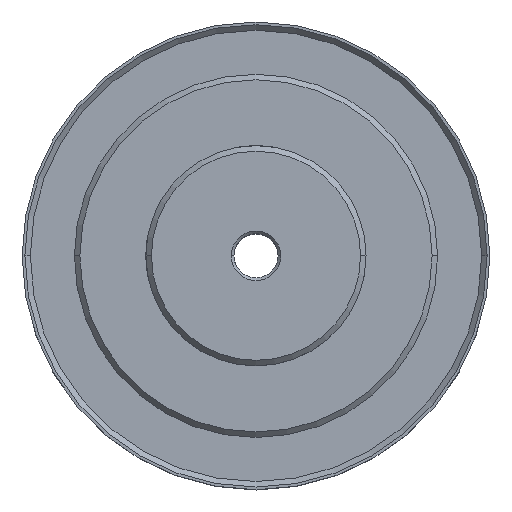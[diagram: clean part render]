
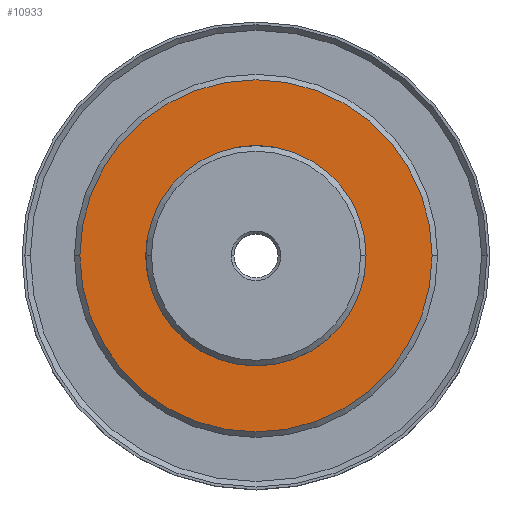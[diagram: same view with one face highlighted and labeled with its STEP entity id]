
A CAD part, top view. The second image highlights one B-rep face of the part: STEP entity #10933.
In plain terms, the highlighted planar face has unit normal (0, 0, 1).
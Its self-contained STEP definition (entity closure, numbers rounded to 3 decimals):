
#79 = DIRECTION ( 'NONE',  ( 1., 0., 0. ) ) ;
#196 = VERTEX_POINT ( 'NONE', #458 ) ;
#458 = CARTESIAN_POINT ( 'NONE',  ( 20., 0., 23. ) ) ;
#589 = DIRECTION ( 'NONE',  ( 1., 0., 0. ) ) ;
#1501 = VERTEX_POINT ( 'NONE', #11687 ) ;
#1631 = DIRECTION ( 'NONE',  ( -1., 0., 0. ) ) ;
#2936 = VERTEX_POINT ( 'NONE', #19009 ) ;
#3058 = ORIENTED_EDGE ( 'NONE', *, *, #17351, .F. ) ;
#3244 = EDGE_LOOP ( 'NONE', ( #10295, #18742 ) ) ;
#3546 = CARTESIAN_POINT ( 'NONE',  ( 0., 0., 23. ) ) ;
#4000 = EDGE_CURVE ( 'NONE', #1501, #15486, #15841, .T. ) ;
#4847 = FACE_OUTER_BOUND ( 'NONE', #5044, .T. ) ;
#5044 = EDGE_LOOP ( 'NONE', ( #8494, #3058 ) ) ;
#7042 = AXIS2_PLACEMENT_3D ( 'NONE', #17928, #13391, #1631 ) ;
#7201 = CARTESIAN_POINT ( 'NONE',  ( 0., 0., 23. ) ) ;
#7938 = EDGE_CURVE ( 'NONE', #196, #2936, #16918, .T. ) ;
#8245 = CARTESIAN_POINT ( 'NONE',  ( 0., 0., 23. ) ) ;
#8494 = ORIENTED_EDGE ( 'NONE', *, *, #4000, .F. ) ;
#9652 = AXIS2_PLACEMENT_3D ( 'NONE', #7201, #12079, #79 ) ;
#10088 = CIRCLE ( 'NONE', #19222, 32. ) ;
#10295 = ORIENTED_EDGE ( 'NONE', *, *, #15061, .F. ) ;
#10933 = ADVANCED_FACE ( 'NONE', ( #18551, #4847 ), #11016, .T. ) ;
#11016 = PLANE ( 'NONE',  #19322 ) ;
#11687 = CARTESIAN_POINT ( 'NONE',  ( 32., 0., 23. ) ) ;
#12079 = DIRECTION ( 'NONE',  ( 0., 0., 1. ) ) ;
#12418 = DIRECTION ( 'NONE',  ( 0., 0., 1. ) ) ;
#12428 = DIRECTION ( 'NONE',  ( 1., 0., 0. ) ) ;
#13391 = DIRECTION ( 'NONE',  ( 0., 0., -1. ) ) ;
#14850 = CIRCLE ( 'NONE', #17375, 20. ) ;
#15061 = EDGE_CURVE ( 'NONE', #2936, #196, #14850, .T. ) ;
#15486 = VERTEX_POINT ( 'NONE', #16337 ) ;
#15841 = CIRCLE ( 'NONE', #7042, 32. ) ;
#16337 = CARTESIAN_POINT ( 'NONE',  ( -32., 0., 23. ) ) ;
#16918 = CIRCLE ( 'NONE', #9652, 20. ) ;
#17351 = EDGE_CURVE ( 'NONE', #15486, #1501, #10088, .T. ) ;
#17375 = AXIS2_PLACEMENT_3D ( 'NONE', #3546, #18760, #12428 ) ;
#17716 = DIRECTION ( 'NONE',  ( 0., 0., -1. ) ) ;
#17928 = CARTESIAN_POINT ( 'NONE',  ( 0., 0., 23. ) ) ;
#18006 = DIRECTION ( 'NONE',  ( -1., 0., 0. ) ) ;
#18459 = CARTESIAN_POINT ( 'NONE',  ( 0., 0., 23. ) ) ;
#18551 = FACE_BOUND ( 'NONE', #3244, .T. ) ;
#18742 = ORIENTED_EDGE ( 'NONE', *, *, #7938, .F. ) ;
#18760 = DIRECTION ( 'NONE',  ( 0., 0., 1. ) ) ;
#19009 = CARTESIAN_POINT ( 'NONE',  ( -20., 0., 23. ) ) ;
#19222 = AXIS2_PLACEMENT_3D ( 'NONE', #8245, #17716, #18006 ) ;
#19322 = AXIS2_PLACEMENT_3D ( 'NONE', #18459, #12418, #589 ) ;
